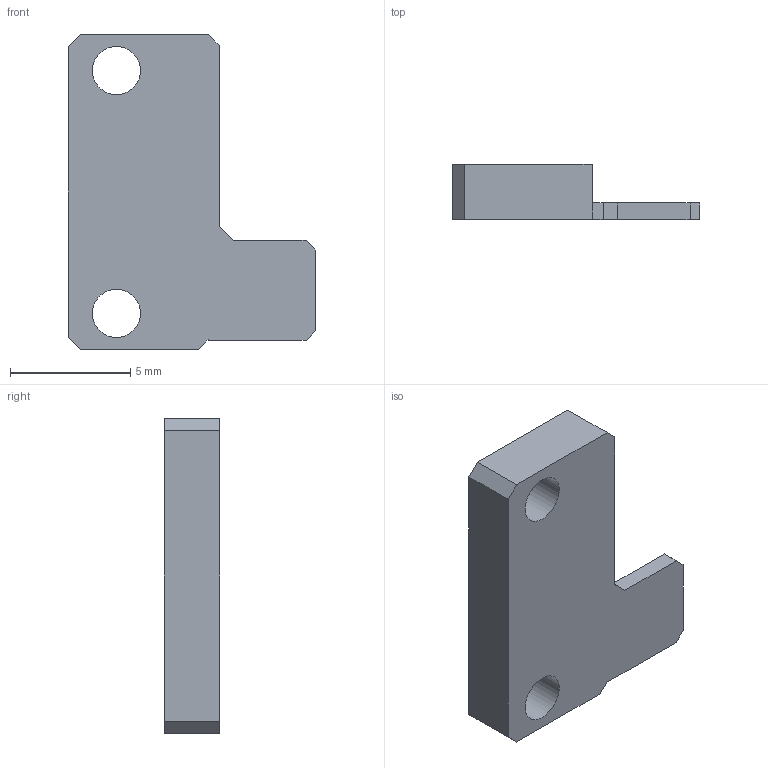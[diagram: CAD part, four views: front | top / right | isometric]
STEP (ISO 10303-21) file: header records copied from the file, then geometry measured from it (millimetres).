
FILE_DESCRIPTION(/* description */ (''),/* implementation_level */ '2;1');
FILE_NAME(/* name */ 'SuperminiClamp.step',/* time_stamp */ '2025-11-17T04:55:11-06:00',/* author */ (''),/* organization */ (''),/* preprocessor_version */ 'ST-DEVELOPER v20.1',/* originating_system */ 'Autodesk Translation Framework v14.21.0.0',/* authorisation */ '');
FILE_SCHEMA (('AUTOMOTIVE_DESIGN { 1 0 10303 214 3 1 1 }'));
Length unit declared in the file: millimetre
Products named in the file (1): SuperminiClamp
Bounding box: 10.27 x 2.3 x 13.08 mm (x, y, z)
Volume: 175 mm3; surface area: 302.8 mm2
Topology: 1 solids, 1 shells, 21 faces, 56 edges, 37 vertices
Faces by surface type: plane 19, cylinder 2
Full cylindrical faces by diameter (mm): 2 x2
Entity records: 687 total; most frequent: CARTESIAN_POINT 115, ORIENTED_EDGE 112, DIRECTION 104, EDGE_CURVE 56, LINE 52, VECTOR 52, VERTEX_POINT 37, AXIS2_PLACEMENT_3D 26
